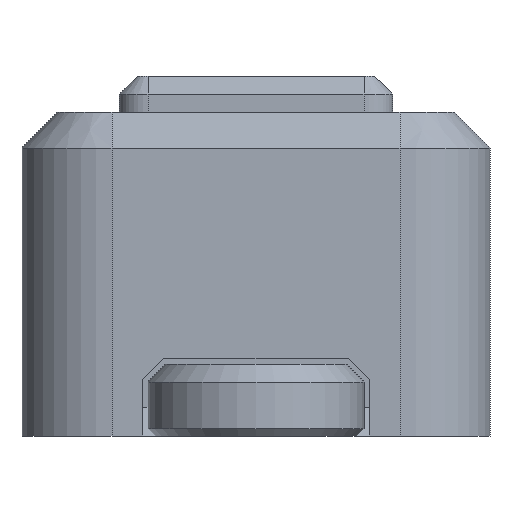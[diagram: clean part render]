
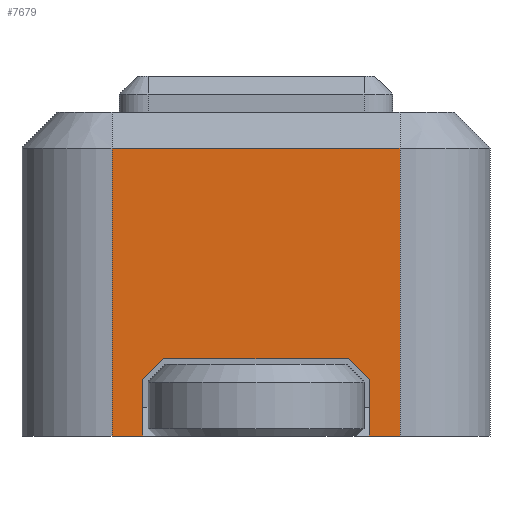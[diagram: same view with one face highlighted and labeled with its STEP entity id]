
A CAD part, front view. The second image highlights one B-rep face of the part: STEP entity #7679.
In plain terms, the highlighted planar face has unit normal (0, -1, 0).
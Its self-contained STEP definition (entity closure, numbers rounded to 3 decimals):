
#505=PLANE('',#8138);
#777=FACE_OUTER_BOUND('',#1242,.T.);
#1242=EDGE_LOOP('',(#5633,#5634,#5635,#5636,#5637,#5638,#5639,#5640,#5641,
#5642));
#1724=LINE('',#12571,#2429);
#1731=LINE('',#12586,#2436);
#1736=LINE('',#12595,#2441);
#1742=LINE('',#12607,#2447);
#1749=LINE('',#12621,#2454);
#1765=LINE('',#12656,#2470);
#1766=LINE('',#12658,#2471);
#1767=LINE('',#12660,#2472);
#1768=LINE('',#12662,#2473);
#1769=LINE('',#12663,#2474);
#2429=VECTOR('',#8912,10.);
#2436=VECTOR('',#8923,10.);
#2441=VECTOR('',#8930,10.);
#2447=VECTOR('',#8940,10.);
#2454=VECTOR('',#8951,10.);
#2470=VECTOR('',#8979,10.);
#2471=VECTOR('',#8980,10.);
#2472=VECTOR('',#8981,10.);
#2473=VECTOR('',#8982,10.);
#2474=VECTOR('',#8983,10.);
#3447=VERTEX_POINT('',#12568);
#3448=VERTEX_POINT('',#12570);
#3454=VERTEX_POINT('',#12585);
#3457=VERTEX_POINT('',#12593);
#3461=VERTEX_POINT('',#12605);
#3466=VERTEX_POINT('',#12619);
#3479=VERTEX_POINT('',#12655);
#3480=VERTEX_POINT('',#12657);
#3481=VERTEX_POINT('',#12659);
#3482=VERTEX_POINT('',#12661);
#4250=EDGE_CURVE('',#3448,#3447,#1724,.T.);
#4257=EDGE_CURVE('',#3454,#3448,#1731,.T.);
#4262=EDGE_CURVE('',#3447,#3457,#1736,.T.);
#4268=EDGE_CURVE('',#3457,#3461,#1742,.T.);
#4275=EDGE_CURVE('',#3461,#3466,#1749,.T.);
#4292=EDGE_CURVE('',#3479,#3466,#1765,.T.);
#4293=EDGE_CURVE('',#3480,#3479,#1766,.T.);
#4294=EDGE_CURVE('',#3481,#3480,#1767,.T.);
#4295=EDGE_CURVE('',#3482,#3481,#1768,.T.);
#4296=EDGE_CURVE('',#3454,#3482,#1769,.T.);
#5633=ORIENTED_EDGE('',*,*,#4257,.T.);
#5634=ORIENTED_EDGE('',*,*,#4250,.T.);
#5635=ORIENTED_EDGE('',*,*,#4262,.T.);
#5636=ORIENTED_EDGE('',*,*,#4268,.T.);
#5637=ORIENTED_EDGE('',*,*,#4275,.T.);
#5638=ORIENTED_EDGE('',*,*,#4292,.F.);
#5639=ORIENTED_EDGE('',*,*,#4293,.F.);
#5640=ORIENTED_EDGE('',*,*,#4294,.F.);
#5641=ORIENTED_EDGE('',*,*,#4295,.F.);
#5642=ORIENTED_EDGE('',*,*,#4296,.F.);
#7679=ADVANCED_FACE('',(#777),#505,.T.);
#8138=AXIS2_PLACEMENT_3D('',#12654,#8977,#8978);
#8912=DIRECTION('',(0.707,0.,0.707));
#8923=DIRECTION('',(0.,0.,1.));
#8930=DIRECTION('',(1.,0.,0.));
#8940=DIRECTION('',(0.707,0.,-0.707));
#8951=DIRECTION('',(0.,0.,-1.));
#8977=DIRECTION('center_axis',(0.,-1.,0.));
#8978=DIRECTION('ref_axis',(1.,0.,0.));
#8979=DIRECTION('',(-1.,0.,0.));
#8980=DIRECTION('',(0.,0.,-1.));
#8981=DIRECTION('',(1.,0.,0.));
#8982=DIRECTION('',(0.,0.,1.));
#8983=DIRECTION('',(-1.,0.,0.));
#12568=CARTESIAN_POINT('',(-5.124,-24.,-6.7));
#12570=CARTESIAN_POINT('',(-6.3,-24.,-7.876));
#12571=CARTESIAN_POINT('',(-5.418,-24.,-6.994));
#12585=CARTESIAN_POINT('',(-6.3,-24.,-11.));
#12586=CARTESIAN_POINT('',(-6.3,-24.,-3.938));
#12593=CARTESIAN_POINT('',(5.124,-24.,-6.7));
#12595=CARTESIAN_POINT('',(-3.938,-24.,-6.7));
#12605=CARTESIAN_POINT('',(6.3,-24.,-7.876));
#12607=CARTESIAN_POINT('',(-0.494,-24.,-1.082));
#12619=CARTESIAN_POINT('',(6.3,-24.,-11.));
#12621=CARTESIAN_POINT('',(6.3,-24.,-5.5));
#12654=CARTESIAN_POINT('Origin',(-13.,-24.,0.));
#12655=CARTESIAN_POINT('',(8.,-24.,-11.));
#12656=CARTESIAN_POINT('',(-13.,-24.,-11.));
#12657=CARTESIAN_POINT('',(8.,-24.,5.));
#12658=CARTESIAN_POINT('',(8.,-24.,0.));
#12659=CARTESIAN_POINT('',(-8.,-24.,5.));
#12660=CARTESIAN_POINT('',(-6.5,-24.,5.));
#12661=CARTESIAN_POINT('',(-8.,-24.,-11.));
#12662=CARTESIAN_POINT('',(-8.,-24.,0.));
#12663=CARTESIAN_POINT('',(-13.,-24.,-11.));
